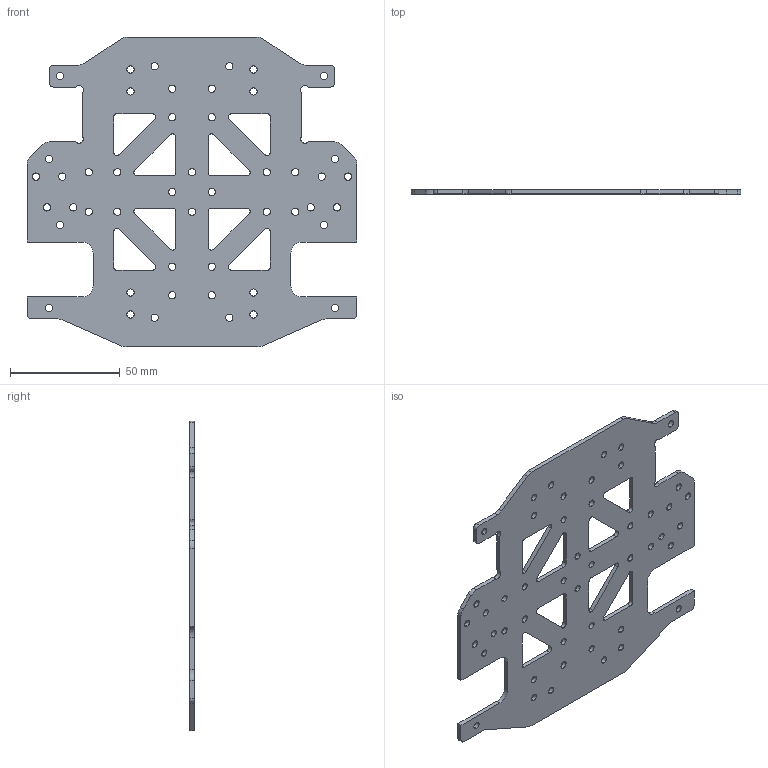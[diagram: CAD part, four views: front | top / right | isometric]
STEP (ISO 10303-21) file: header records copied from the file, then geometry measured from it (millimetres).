
FILE_DESCRIPTION (( 'STEP AP214' ), '1' );
FILE_NAME ('階啣-抯啣.STEP', '2025-08-28T03:55:36', ( '' ), ( '' ), 'SwSTEP 2.0', 'SolidWorks 2018', '' );
FILE_SCHEMA (( 'AUTOMOTIVE_DESIGN' ));
Length unit declared in the file: millimetre
Products named in the file (1): 階啣-抯啣
Bounding box: 150 x 2 x 141 mm (x, y, z)
Volume: 28693.7 mm3; surface area: 32123.2 mm2
Topology: 1 solids, 1 shells, 208 faces, 618 edges, 412 vertices
Faces by surface type: cylinder 152, plane 56
Entity records: 7384 total; most frequent: DIRECTION 1340, CARTESIAN_POINT 1239, ORIENTED_EDGE 1236, EDGE_CURVE 618, AXIS2_PLACEMENT_3D 513, VERTEX_POINT 412, EDGE_LOOP 320, VECTOR 314
